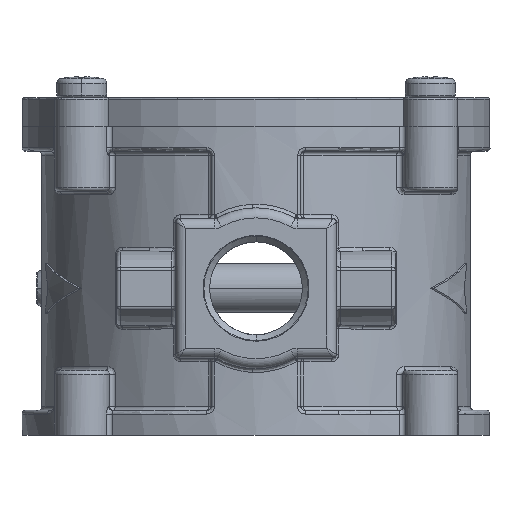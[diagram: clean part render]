
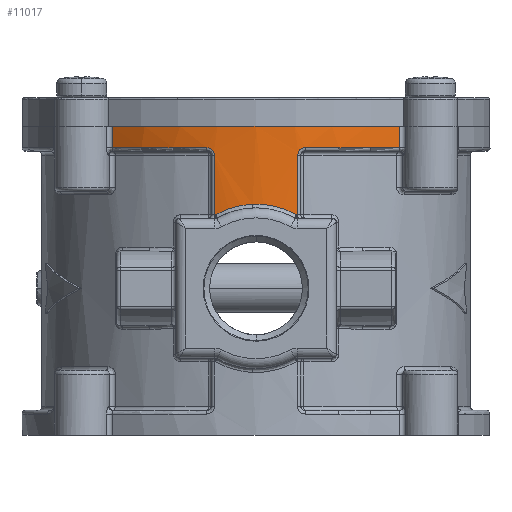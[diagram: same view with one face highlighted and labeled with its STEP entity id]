
A CAD part, left-side view. The second image highlights one B-rep face of the part: STEP entity #11017.
In plain terms, the highlighted cylindrical face has radius 47 mm (diameter 94 mm), a partial arc.
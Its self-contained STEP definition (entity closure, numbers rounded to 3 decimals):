
#1955=CARTESIAN_POINT('',(0.,0.,14.75));
#1956=DIRECTION('',(0.,0.,1.));
#1957=DIRECTION('',(-0.985,-0.173,0.));
#1958=AXIS2_PLACEMENT_3D('',#1955,#1956,#1957);
#1960=CARTESIAN_POINT('',(-46.293,-8.12,
14.75));
#1961=CARTESIAN_POINT('',(-46.375,-7.651,
15.016));
#1962=CARTESIAN_POINT('',(-46.523,-6.728,
15.48));
#1963=CARTESIAN_POINT('',(-46.695,-5.4,
16.005));
#1964=CARTESIAN_POINT('',(-46.822,-4.15,
16.382));
#1965=CARTESIAN_POINT('',(-46.909,-2.996,
16.637));
#1966=CARTESIAN_POINT('',(-46.966,-1.89,
16.803));
#1967=CARTESIAN_POINT('',(-47.,-0.713,
16.901));
#1968=CARTESIAN_POINT('',(-47.002,0.188,
16.906));
#1969=CARTESIAN_POINT('',(-46.995,0.661,
16.886));
#1971=CARTESIAN_POINT('',(-46.995,0.661,
16.886));
#1972=CARTESIAN_POINT('',(-46.99,1.065,16.87));
#1973=CARTESIAN_POINT('',(-46.968,1.87,16.808));
#1974=CARTESIAN_POINT('',(-46.905,3.058,16.627));
#1975=CARTESIAN_POINT('',(-46.812,4.258,16.354));
#1976=CARTESIAN_POINT('',(-46.685,5.484,15.974));
#1977=CARTESIAN_POINT('',(-46.518,6.756,15.466));
#1978=CARTESIAN_POINT('',(-46.374,7.66,15.011));
#1979=CARTESIAN_POINT('',(-46.293,8.12,14.75));
#1981=CARTESIAN_POINT('',(0.,0.,14.75));
#1982=DIRECTION('',(0.,0.,-1.));
#1983=DIRECTION('',(-0.985,0.173,0.));
#1984=AXIS2_PLACEMENT_3D('',#1981,#1982,#1983);
#1986=DIRECTION('',(0.,0.,-1.));
#1987=VECTOR('',#1986,12.);
#1988=CARTESIAN_POINT('',(-46.246,8.384,26.75));
#1989=LINE('',#1988,#1987);
#1990=CARTESIAN_POINT('',(-45.944,9.908,28.25));
#1991=CARTESIAN_POINT('',(-45.974,9.768,28.25));
#1992=CARTESIAN_POINT('',(-46.031,9.499,28.213));
#1993=CARTESIAN_POINT('',(-46.107,9.122,28.056));
#1994=CARTESIAN_POINT('',(-46.168,8.805,27.81));
#1995=CARTESIAN_POINT('',(-46.213,8.566,27.496));
#1996=CARTESIAN_POINT('',(-46.24,8.418,27.134));
#1997=CARTESIAN_POINT('',(-46.246,8.384,26.881));
#1998=CARTESIAN_POINT('',(-46.246,8.384,26.75));
#2000=DIRECTION('',(0.,0.,1.));
#2001=VECTOR('',#2000,4.25);
#2002=CARTESIAN_POINT('',(-37.075,28.887,28.25));
#2003=LINE('',#2002,#2001);
#2004=DIRECTION('',(0.,0.,-1.));
#2005=VECTOR('',#2004,4.25);
#2006=CARTESIAN_POINT('',(-37.075,-28.887,32.5));
#2007=LINE('',#2006,#2005);
#2008=CARTESIAN_POINT('',(-46.246,-8.384,
26.75));
#2009=CARTESIAN_POINT('',(-46.246,-8.384,
26.881));
#2010=CARTESIAN_POINT('',(-46.24,-8.418,
27.134));
#2011=CARTESIAN_POINT('',(-46.213,-8.566,
27.497));
#2012=CARTESIAN_POINT('',(-46.168,-8.806,
27.811));
#2013=CARTESIAN_POINT('',(-46.107,-9.123,
28.056));
#2014=CARTESIAN_POINT('',(-46.031,-9.499,
28.213));
#2015=CARTESIAN_POINT('',(-45.974,-9.768,
28.25));
#2016=CARTESIAN_POINT('',(-45.944,-9.908,
28.25));
#2018=DIRECTION('',(0.,0.,-1.));
#2019=VECTOR('',#2018,12.);
#2020=CARTESIAN_POINT('',(-46.246,-8.384,
26.75));
#2021=LINE('',#2020,#2019);
#5292=CARTESIAN_POINT('',(0.,0.,28.25));
#5293=DIRECTION('',(0.,0.,1.));
#5294=DIRECTION('',(-0.978,-0.211,0.));
#5295=AXIS2_PLACEMENT_3D('',#5292,#5293,#5294);
#5403=CARTESIAN_POINT('',(0.,0.,32.5));
#5404=DIRECTION('',(0.,0.,1.));
#5405=DIRECTION('',(-0.789,0.615,0.));
#5406=AXIS2_PLACEMENT_3D('',#5403,#5404,#5405);
#5987=CARTESIAN_POINT('',(0.,0.,28.25));
#5988=DIRECTION('',(0.,0.,1.));
#5989=DIRECTION('',(-0.789,0.615,0.));
#5990=AXIS2_PLACEMENT_3D('',#5987,#5988,#5989);
#7678=CARTESIAN_POINT('',(-37.075,28.887,28.25));
#7679=CARTESIAN_POINT('',(-37.075,28.887,32.5));
#7680=VERTEX_POINT('',#7678);
#7681=VERTEX_POINT('',#7679);
#7802=VERTEX_POINT('',#1990);
#7803=VERTEX_POINT('',#1998);
#7816=CARTESIAN_POINT('',(-37.075,-28.887,32.5));
#7817=CARTESIAN_POINT('',(-37.075,-28.887,
28.25));
#7818=VERTEX_POINT('',#7816);
#7819=VERTEX_POINT('',#7817);
#7944=VERTEX_POINT('',#2008);
#7945=VERTEX_POINT('',#2016);
#8657=CARTESIAN_POINT('',(-46.246,-8.384,14.75));
#8658=VERTEX_POINT('',#8657);
#8659=CARTESIAN_POINT('',(-46.293,-8.12,14.75));
#8660=VERTEX_POINT('',#8659);
#8665=VERTEX_POINT('',#1969);
#8666=VERTEX_POINT('',#1979);
#8682=CARTESIAN_POINT('',(-46.246,8.384,14.75));
#8683=VERTEX_POINT('',#8682);
#10984=CARTESIAN_POINT('',(0.,0.,-32.6));
#10985=DIRECTION('',(0.,0.,1.));
#10986=DIRECTION('',(0.,1.,0.));
#10987=AXIS2_PLACEMENT_3D('',#10984,#10985,#10986);
#10988=CYLINDRICAL_SURFACE('',#10987,47.);
#10990=ORIENTED_EDGE('',*,*,#10989,.F.);
#10992=ORIENTED_EDGE('',*,*,#10991,.T.);
#10994=ORIENTED_EDGE('',*,*,#10993,.T.);
#10996=ORIENTED_EDGE('',*,*,#10995,.T.);
#10998=ORIENTED_EDGE('',*,*,#10997,.F.);
#11000=ORIENTED_EDGE('',*,*,#10999,.F.);
#11002=ORIENTED_EDGE('',*,*,#11001,.F.);
#11004=ORIENTED_EDGE('',*,*,#11003,.T.);
#11006=ORIENTED_EDGE('',*,*,#11005,.T.);
#11008=ORIENTED_EDGE('',*,*,#11007,.T.);
#11010=ORIENTED_EDGE('',*,*,#11009,.F.);
#11012=ORIENTED_EDGE('',*,*,#11011,.F.);
#11014=ORIENTED_EDGE('',*,*,#11013,.T.);
#11015=EDGE_LOOP('',(#10990,#10992,#10994,#10996,#10998,#11000,#11002,#11004,
#11006,#11008,#11010,#11012,#11014));
#11016=FACE_OUTER_BOUND('',#11015,.F.);
#11017=ADVANCED_FACE('',(#11016),#10988,.T.);
#1959=CIRCLE('',#1958,47.);
#1970=B_SPLINE_CURVE_WITH_KNOTS('',3,(#1960,#1961,#1962,#1963,#1964,#1965,#1966,
#1967,#1968,#1969),.UNSPECIFIED.,.F.,.F.,(4,1,1,1,1,1,1,4),(0.,
0.143,0.286,0.429,0.571,
0.714,0.857,1.),.UNSPECIFIED.);
#1980=B_SPLINE_CURVE_WITH_KNOTS('',3,(#1971,#1972,#1973,#1974,#1975,#1976,#1977,
#1978,#1979),.UNSPECIFIED.,.F.,.F.,(4,1,1,1,1,1,4),(0.,0.167,
0.333,0.5,0.667,0.833,1.),
.UNSPECIFIED.);
#1985=CIRCLE('',#1984,47.);
#1999=B_SPLINE_CURVE_WITH_KNOTS('',3,(#1990,#1991,#1992,#1993,#1994,#1995,#1996,
#1997,#1998),.UNSPECIFIED.,.F.,.F.,(4,1,1,1,1,1,4),(0.,0.167,
0.333,0.5,0.667,0.833,1.),
.UNSPECIFIED.);
#2017=B_SPLINE_CURVE_WITH_KNOTS('',3,(#2008,#2009,#2010,#2011,#2012,#2013,#2014,
#2015,#2016),.UNSPECIFIED.,.F.,.F.,(4,1,1,1,1,1,4),(0.,0.167,
0.333,0.5,0.667,0.833,1.),
.UNSPECIFIED.);
#5296=CIRCLE('',#5295,47.);
#5407=CIRCLE('',#5406,47.);
#5991=CIRCLE('',#5990,47.);
#10989=EDGE_CURVE('',#8660,#8658,#1959,.T.);
#10991=EDGE_CURVE('',#8660,#8665,#1970,.T.);
#10993=EDGE_CURVE('',#8665,#8666,#1980,.T.);
#10995=EDGE_CURVE('',#8666,#8683,#1985,.T.);
#10997=EDGE_CURVE('',#7803,#8683,#1989,.T.);
#10999=EDGE_CURVE('',#7802,#7803,#1999,.T.);
#11001=EDGE_CURVE('',#7680,#7802,#5991,.T.);
#11003=EDGE_CURVE('',#7680,#7681,#2003,.T.);
#11005=EDGE_CURVE('',#7681,#7818,#5407,.T.);
#11007=EDGE_CURVE('',#7818,#7819,#2007,.T.);
#11009=EDGE_CURVE('',#7945,#7819,#5296,.T.);
#11011=EDGE_CURVE('',#7944,#7945,#2017,.T.);
#11013=EDGE_CURVE('',#7944,#8658,#2021,.T.);
